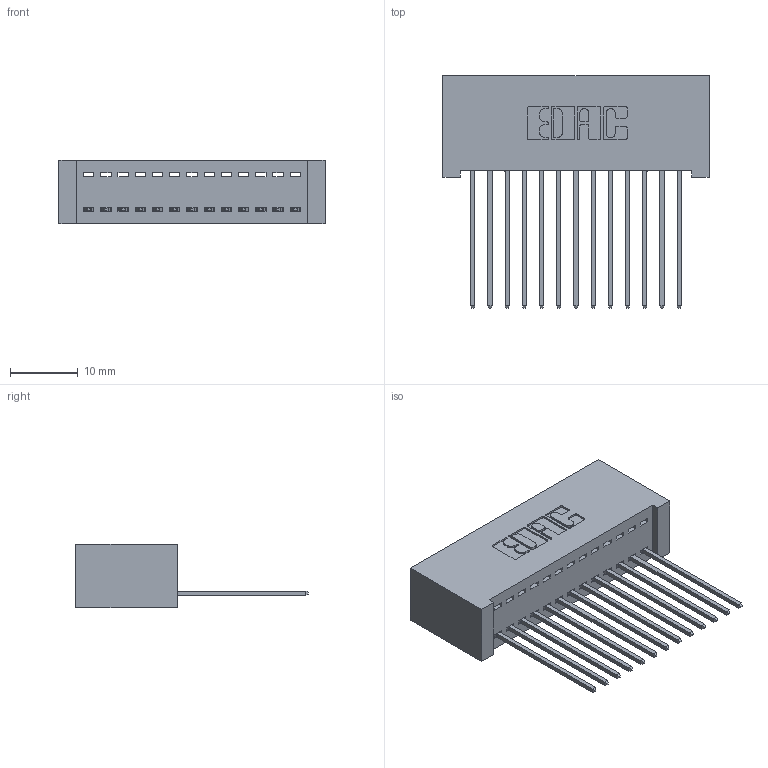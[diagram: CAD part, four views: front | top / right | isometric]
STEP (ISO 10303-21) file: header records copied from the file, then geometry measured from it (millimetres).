
FILE_DESCRIPTION (( 'STEP AP203' ), '1' );
FILE_NAME ('342-013-541-101.STEP', '2018-08-10T16:22:27', ( '' ), ( '' ), 'SwSTEP 2.0', 'SolidWorks 2016', '' );
FILE_SCHEMA (( 'CONFIG_CONTROL_DESIGN' ));
Length unit declared in the file: inch
Products named in the file (3): 342 Part_Lugless; 345-292-001_345-293-141; 342-013-541-101
Assembly tree (14 placements, depth 2):
  342-013-541-101
    342 Part_Lugless
    345-292-001_345-293-141  x13
Bounding box: 39.27 x 34.3 x 9.4 mm (x, y, z)
Volume: 3788.1 mm3; surface area: 5588.4 mm2
Topology: 14 solids, 14 shells, 856 faces, 2563 edges, 1690 vertices
Faces by surface type: plane 608, cylinder 248
Entity records: 11307 total; most frequent: CARTESIAN_POINT 1961, ORIENTED_EDGE 1910, DIRECTION 1705, EDGE_CURVE 955, VECTOR 835, LINE 835, VERTEX_POINT 634, AXIS2_PLACEMENT_3D 435
